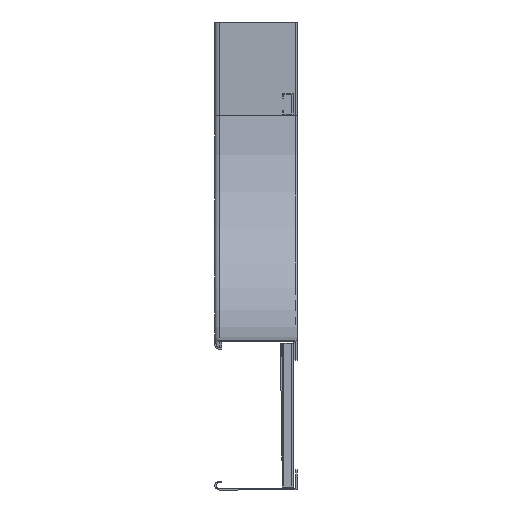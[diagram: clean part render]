
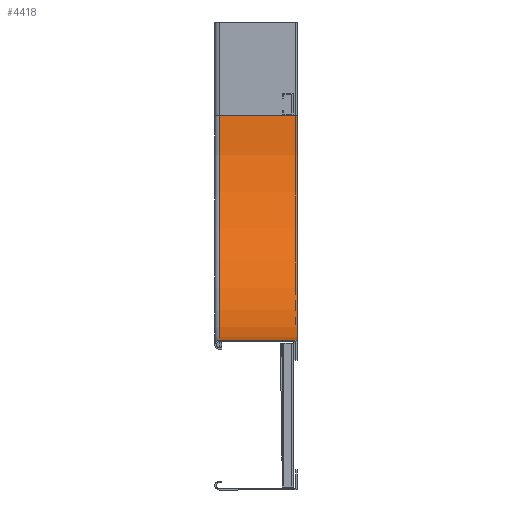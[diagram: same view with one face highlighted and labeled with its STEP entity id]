
A CAD part, left-side view. The second image highlights one B-rep face of the part: STEP entity #4418.
In plain terms, the highlighted cylindrical face has radius 300 mm (diameter 600 mm), a partial arc.
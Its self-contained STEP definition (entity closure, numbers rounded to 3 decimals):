
#112 = DIRECTION ( 'NONE',  ( -1., 0., 0. ) ) ;
#165 = CARTESIAN_POINT ( 'NONE',  ( 300., 0., -425. ) ) ;
#453 = CARTESIAN_POINT ( 'NONE',  ( 300., 0., -425. ) ) ;
#455 = CARTESIAN_POINT ( 'NONE',  ( 0., 0., -125. ) ) ;
#495 = CARTESIAN_POINT ( 'NONE',  ( 300., 0., -125. ) ) ;
#517 = ORIENTED_EDGE ( 'NONE', *, *, #6395, .F. ) ;
#567 = VERTEX_POINT ( 'NONE', #3031 ) ;
#870 = CYLINDRICAL_SURFACE ( 'NONE', #4192, 300. ) ;
#1016 = DIRECTION ( 'NONE',  ( 0., 0., 1. ) ) ;
#1494 = VECTOR ( 'NONE', #4098, 1000. ) ;
#1552 = DIRECTION ( 'NONE',  ( 0., 0., -1. ) ) ;
#1932 = AXIS2_PLACEMENT_3D ( 'NONE', #6386, #3237, #112 ) ;
#2830 = ORIENTED_EDGE ( 'NONE', *, *, #3505, .T. ) ;
#3031 = CARTESIAN_POINT ( 'NONE',  ( 300., 104., -425. ) ) ;
#3188 = ORIENTED_EDGE ( 'NONE', *, *, #5552, .F. ) ;
#3237 = DIRECTION ( 'NONE',  ( 0., -1., 0. ) ) ;
#3359 = EDGE_LOOP ( 'NONE', ( #3188, #517, #2830, #3684 ) ) ;
#3501 = CARTESIAN_POINT ( 'NONE',  ( 0., 0., -125. ) ) ;
#3505 = EDGE_CURVE ( 'NONE', #6693, #3936, #4291, .T. ) ;
#3641 = FACE_OUTER_BOUND ( 'NONE', #3359, .T. ) ;
#3684 = ORIENTED_EDGE ( 'NONE', *, *, #4366, .T. ) ;
#3868 = CIRCLE ( 'NONE', #1932, 300. ) ;
#3936 = VERTEX_POINT ( 'NONE', #165 ) ;
#3963 = VECTOR ( 'NONE', #4637, 1000. ) ;
#4098 = DIRECTION ( 'NONE',  ( 0., 1., 0. ) ) ;
#4144 = DIRECTION ( 'NONE',  ( 0., -1., 0. ) ) ;
#4192 = AXIS2_PLACEMENT_3D ( 'NONE', #6779, #4675, #1552 ) ;
#4242 = CARTESIAN_POINT ( 'NONE',  ( 0., 104., -125. ) ) ;
#4291 = CIRCLE ( 'NONE', #6719, 300. ) ;
#4366 = EDGE_CURVE ( 'NONE', #3936, #567, #6773, .T. ) ;
#4418 = ADVANCED_FACE ( 'NONE', ( #3641 ), #870, .F. ) ;
#4637 = DIRECTION ( 'NONE',  ( 0., 1., 0. ) ) ;
#4675 = DIRECTION ( 'NONE',  ( 0., -1., 0. ) ) ;
#5505 = VERTEX_POINT ( 'NONE', #4242 ) ;
#5552 = EDGE_CURVE ( 'NONE', #5505, #567, #3868, .T. ) ;
#6386 = CARTESIAN_POINT ( 'NONE',  ( 300., 104., -125. ) ) ;
#6395 = EDGE_CURVE ( 'NONE', #6693, #5505, #6409, .T. ) ;
#6409 = LINE ( 'NONE', #455, #1494 ) ;
#6693 = VERTEX_POINT ( 'NONE', #3501 ) ;
#6719 = AXIS2_PLACEMENT_3D ( 'NONE', #495, #4144, #1016 ) ;
#6773 = LINE ( 'NONE', #453, #3963 ) ;
#6779 = CARTESIAN_POINT ( 'NONE',  ( 300., 0., -125. ) ) ;
